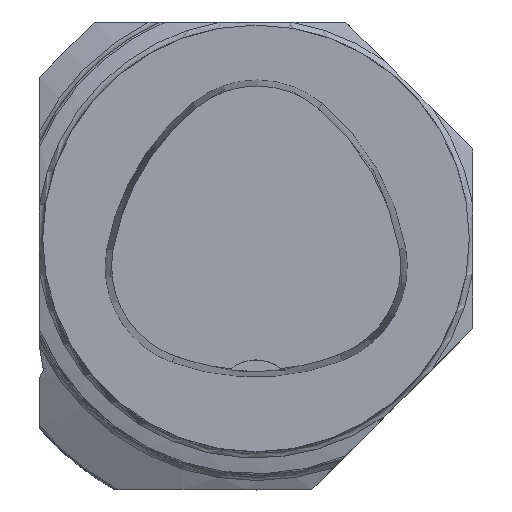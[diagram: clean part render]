
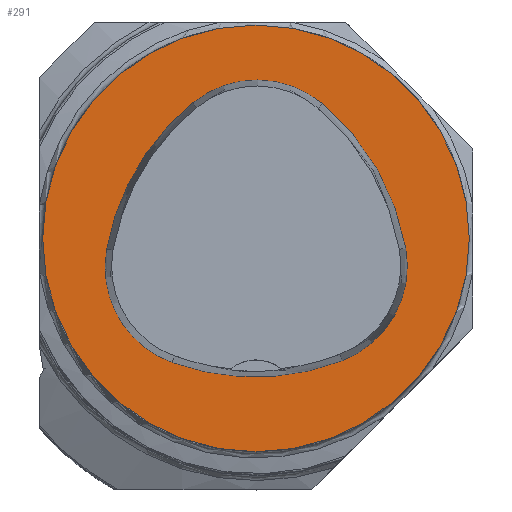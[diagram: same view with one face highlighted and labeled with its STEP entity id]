
A CAD part, top view. The second image highlights one B-rep face of the part: STEP entity #291.
In plain terms, the highlighted planar face has unit normal (0, 0, 1).
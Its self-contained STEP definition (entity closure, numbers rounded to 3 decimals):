
#291=ADVANCED_FACE('',(#620,#621),#353,.T.);
#353=PLANE('',#1804);
#620=FACE_BOUND('',#725,.T.);
#621=FACE_BOUND('',#726,.T.);
#725=EDGE_LOOP('',(#1144,#1145,#1146,#1147,#1148,#1149));
#726=EDGE_LOOP('',(#1150));
#1144=ORIENTED_EDGE('',*,*,#1564,.T.);
#1145=ORIENTED_EDGE('',*,*,#1544,.T.);
#1146=ORIENTED_EDGE('',*,*,#1548,.T.);
#1147=ORIENTED_EDGE('',*,*,#1551,.T.);
#1148=ORIENTED_EDGE('',*,*,#1554,.T.);
#1149=ORIENTED_EDGE('',*,*,#1562,.T.);
#1150=ORIENTED_EDGE('',*,*,#1506,.F.);
#1318=VERTEX_POINT('',#2795);
#1336=VERTEX_POINT('',#2910);
#1337=VERTEX_POINT('',#2911);
#1340=VERTEX_POINT('',#2919);
#1342=VERTEX_POINT('',#2925);
#1344=VERTEX_POINT('',#2931);
#1351=VERTEX_POINT('',#2952);
#1506=EDGE_CURVE('',#1318,#1318,#1607,.T.);
#1544=EDGE_CURVE('',#1336,#1337,#1612,.T.);
#1548=EDGE_CURVE('',#1337,#1340,#1614,.T.);
#1551=EDGE_CURVE('',#1340,#1342,#1616,.T.);
#1554=EDGE_CURVE('',#1342,#1344,#1618,.T.);
#1562=EDGE_CURVE('',#1344,#1351,#1622,.T.);
#1564=EDGE_CURVE('',#1351,#1336,#1624,.T.);
#1607=CIRCLE('',#1738,31.5);
#1612=CIRCLE('',#1782,36.);
#1614=CIRCLE('',#1785,15.);
#1616=CIRCLE('',#1788,36.);
#1618=CIRCLE('',#1791,15.);
#1622=CIRCLE('',#1796,36.);
#1624=CIRCLE('',#1799,15.);
#1738=AXIS2_PLACEMENT_3D('',#2794,#2060,#2061);
#1782=AXIS2_PLACEMENT_3D('',#2909,#2170,#2171);
#1785=AXIS2_PLACEMENT_3D('',#2918,#2178,#2179);
#1788=AXIS2_PLACEMENT_3D('',#2924,#2185,#2186);
#1791=AXIS2_PLACEMENT_3D('',#2930,#2192,#2193);
#1796=AXIS2_PLACEMENT_3D('',#2953,#2204,#2205);
#1799=AXIS2_PLACEMENT_3D('',#2956,#2210,#2211);
#1804=AXIS2_PLACEMENT_3D('',#2961,#2220,#2221);
#2060=DIRECTION('',(0.,0.,-1.));
#2061=DIRECTION('',(-1.,0.,0.));
#2170=DIRECTION('',(0.,0.,-1.));
#2171=DIRECTION('',(-1.,0.,0.));
#2178=DIRECTION('',(0.,0.,-1.));
#2179=DIRECTION('',(-1.,0.,0.));
#2185=DIRECTION('',(0.,0.,-1.));
#2186=DIRECTION('',(-1.,0.,0.));
#2192=DIRECTION('',(0.,0.,-1.));
#2193=DIRECTION('',(-1.,0.,0.));
#2204=DIRECTION('',(0.,0.,-1.));
#2205=DIRECTION('',(-1.,0.,0.));
#2210=DIRECTION('',(0.,0.,-1.));
#2211=DIRECTION('',(-1.,0.,0.));
#2220=DIRECTION('',(0.,0.,1.));
#2221=DIRECTION('',(1.,0.,0.));
#2794=CARTESIAN_POINT('',(0.,0.,0.));
#2795=CARTESIAN_POINT('',(-31.5,0.,0.));
#2909=CARTESIAN_POINT('',(13.398,-7.893,0.));
#2910=CARTESIAN_POINT('',(-22.041,-1.562,0.));
#2911=CARTESIAN_POINT('',(-9.317,20.036,0.));
#2918=CARTESIAN_POINT('',(0.148,8.399,0.));
#2919=CARTESIAN_POINT('',(9.779,19.898,0.));
#2924=CARTESIAN_POINT('',(-13.337,-7.7,0.));
#2925=CARTESIAN_POINT('',(22.122,-1.48,0.));
#2930=CARTESIAN_POINT('',(7.347,-4.071,0.));
#2931=CARTESIAN_POINT('',(12.693,-18.087,0.));
#2952=CARTESIAN_POINT('',(-12.373,-18.307,0.));
#2953=CARTESIAN_POINT('',(-0.137,15.55,0.));
#2956=CARTESIAN_POINT('',(-7.275,-4.2,0.));
#2961=CARTESIAN_POINT('',(0.,0.,0.));
